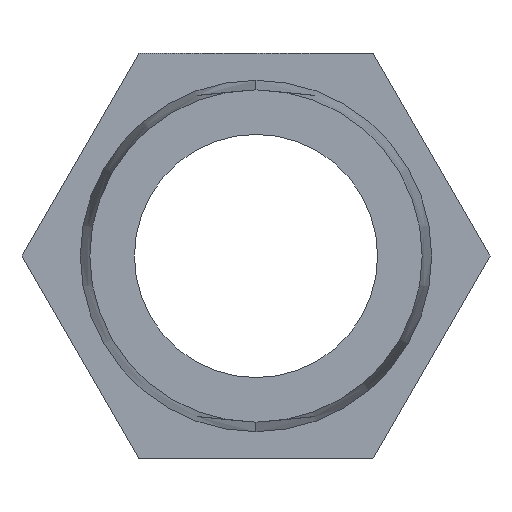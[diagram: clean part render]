
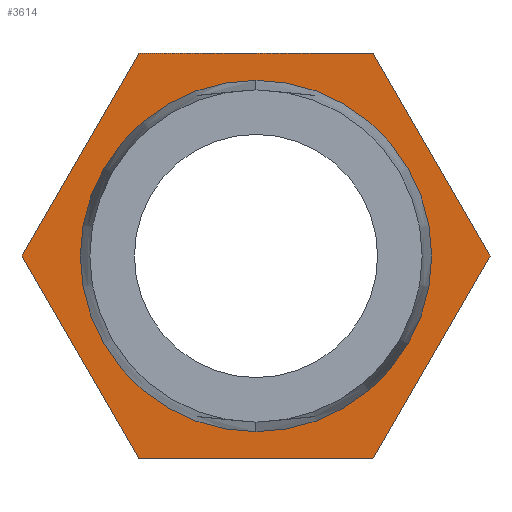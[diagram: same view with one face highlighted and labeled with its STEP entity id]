
A CAD part, left-side view. The second image highlights one B-rep face of the part: STEP entity #3614.
In plain terms, the highlighted planar face has unit normal (-1, 0, 0).
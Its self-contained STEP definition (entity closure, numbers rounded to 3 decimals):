
#72 = DIRECTION ( 'NONE',  ( 0., 0.5, -0.866 ) ) ;
#109 = EDGE_CURVE ( 'NONE', #2121, #4370, #2867, .T. ) ;
#495 = FACE_BOUND ( 'NONE', #2383, .T. ) ;
#709 = ORIENTED_EDGE ( 'NONE', *, *, #1120, .F. ) ;
#804 = CARTESIAN_POINT ( 'NONE',  ( 10., -8.66, 0. ) ) ;
#877 = EDGE_CURVE ( 'NONE', #3027, #3288, #2377, .T. ) ;
#920 = CARTESIAN_POINT ( 'NONE',  ( 10., -4.33, 7.5 ) ) ;
#932 = CARTESIAN_POINT ( 'NONE',  ( 10., 0., 6.5 ) ) ;
#1100 = CARTESIAN_POINT ( 'NONE',  ( 10., 8.66, 0. ) ) ;
#1120 = EDGE_CURVE ( 'NONE', #2045, #1939, #2543, .T. ) ;
#1168 = LINE ( 'NONE', #4182, #5001 ) ;
#1186 = AXIS2_PLACEMENT_3D ( 'NONE', #2207, #3913, #3500 ) ;
#1337 = ORIENTED_EDGE ( 'NONE', *, *, #3379, .F. ) ;
#1340 = LINE ( 'NONE', #3030, #5169 ) ;
#1356 = PLANE ( 'NONE',  #4116 ) ;
#1387 = EDGE_CURVE ( 'NONE', #4989, #2045, #1340, .T. ) ;
#1500 = DIRECTION ( 'NONE',  ( -1., 0., 0. ) ) ;
#1712 = VERTEX_POINT ( 'NONE', #920 ) ;
#1773 = CARTESIAN_POINT ( 'NONE',  ( 10., 0., 0. ) ) ;
#1822 = VECTOR ( 'NONE', #3630, 1000. ) ;
#1832 = EDGE_CURVE ( 'NONE', #1939, #3027, #4089, .T. ) ;
#1939 = VERTEX_POINT ( 'NONE', #3229 ) ;
#1949 = CARTESIAN_POINT ( 'NONE',  ( 10., 8.66, 0. ) ) ;
#1955 = DIRECTION ( 'NONE',  ( 0., -0.5, 0.866 ) ) ;
#2045 = VERTEX_POINT ( 'NONE', #5028 ) ;
#2054 = ORIENTED_EDGE ( 'NONE', *, *, #109, .F. ) ;
#2067 = DIRECTION ( 'NONE',  ( 0., 1., 0. ) ) ;
#2121 = VERTEX_POINT ( 'NONE', #2519 ) ;
#2207 = CARTESIAN_POINT ( 'NONE',  ( 10., 0., 0. ) ) ;
#2349 = AXIS2_PLACEMENT_3D ( 'NONE', #3649, #1500, #5341 ) ;
#2377 = LINE ( 'NONE', #1100, #3834 ) ;
#2383 = EDGE_LOOP ( 'NONE', ( #1337, #2054 ) ) ;
#2445 = CIRCLE ( 'NONE', #2349, 6.5 ) ;
#2462 = CARTESIAN_POINT ( 'NONE',  ( 10., -4.33, -7.5 ) ) ;
#2519 = CARTESIAN_POINT ( 'NONE',  ( 10., 0., -6.5 ) ) ;
#2522 = DIRECTION ( 'NONE',  ( 0., 0.5, 0.866 ) ) ;
#2527 = DIRECTION ( 'NONE',  ( 0., -0.5, -0.866 ) ) ;
#2543 = LINE ( 'NONE', #2462, #4816 ) ;
#2807 = LINE ( 'NONE', #3192, #1822 ) ;
#2850 = CARTESIAN_POINT ( 'NONE',  ( 10., 4.33, -7.5 ) ) ;
#2867 = CIRCLE ( 'NONE', #1186, 6.5 ) ;
#2987 = ORIENTED_EDGE ( 'NONE', *, *, #4998, .F. ) ;
#3027 = VERTEX_POINT ( 'NONE', #1949 ) ;
#3030 = CARTESIAN_POINT ( 'NONE',  ( 10., -8.66, 0. ) ) ;
#3043 = DIRECTION ( 'NONE',  ( 1., 0., 0. ) ) ;
#3192 = CARTESIAN_POINT ( 'NONE',  ( 10., 4.33, 7.5 ) ) ;
#3229 = CARTESIAN_POINT ( 'NONE',  ( 10., 4.33, -7.5 ) ) ;
#3288 = VERTEX_POINT ( 'NONE', #4567 ) ;
#3379 = EDGE_CURVE ( 'NONE', #4370, #2121, #2445, .T. ) ;
#3500 = DIRECTION ( 'NONE',  ( 0., 0., 1. ) ) ;
#3573 = EDGE_LOOP ( 'NONE', ( #709, #4230, #2987, #3674, #4069, #5064 ) ) ;
#3614 = ADVANCED_FACE ( 'NONE', ( #495, #4288 ), #1356, .F. ) ;
#3630 = DIRECTION ( 'NONE',  ( 0., -1., 0. ) ) ;
#3646 = EDGE_CURVE ( 'NONE', #3288, #1712, #2807, .T. ) ;
#3649 = CARTESIAN_POINT ( 'NONE',  ( 10., 0., 0. ) ) ;
#3674 = ORIENTED_EDGE ( 'NONE', *, *, #3646, .F. ) ;
#3834 = VECTOR ( 'NONE', #1955, 1000. ) ;
#3913 = DIRECTION ( 'NONE',  ( -1., 0., 0. ) ) ;
#4069 = ORIENTED_EDGE ( 'NONE', *, *, #877, .F. ) ;
#4089 = LINE ( 'NONE', #2850, #4640 ) ;
#4116 = AXIS2_PLACEMENT_3D ( 'NONE', #1773, #3043, #4728 ) ;
#4182 = CARTESIAN_POINT ( 'NONE',  ( 10., -4.33, 7.5 ) ) ;
#4230 = ORIENTED_EDGE ( 'NONE', *, *, #1387, .F. ) ;
#4288 = FACE_OUTER_BOUND ( 'NONE', #3573, .T. ) ;
#4370 = VERTEX_POINT ( 'NONE', #932 ) ;
#4567 = CARTESIAN_POINT ( 'NONE',  ( 10., 4.33, 7.5 ) ) ;
#4640 = VECTOR ( 'NONE', #2522, 1000. ) ;
#4728 = DIRECTION ( 'NONE',  ( 0., 0., -1. ) ) ;
#4816 = VECTOR ( 'NONE', #2067, 1000. ) ;
#4989 = VERTEX_POINT ( 'NONE', #804 ) ;
#4998 = EDGE_CURVE ( 'NONE', #1712, #4989, #1168, .T. ) ;
#5001 = VECTOR ( 'NONE', #2527, 1000. ) ;
#5028 = CARTESIAN_POINT ( 'NONE',  ( 10., -4.33, -7.5 ) ) ;
#5064 = ORIENTED_EDGE ( 'NONE', *, *, #1832, .F. ) ;
#5169 = VECTOR ( 'NONE', #72, 1000. ) ;
#5341 = DIRECTION ( 'NONE',  ( 0., 0., 1. ) ) ;
